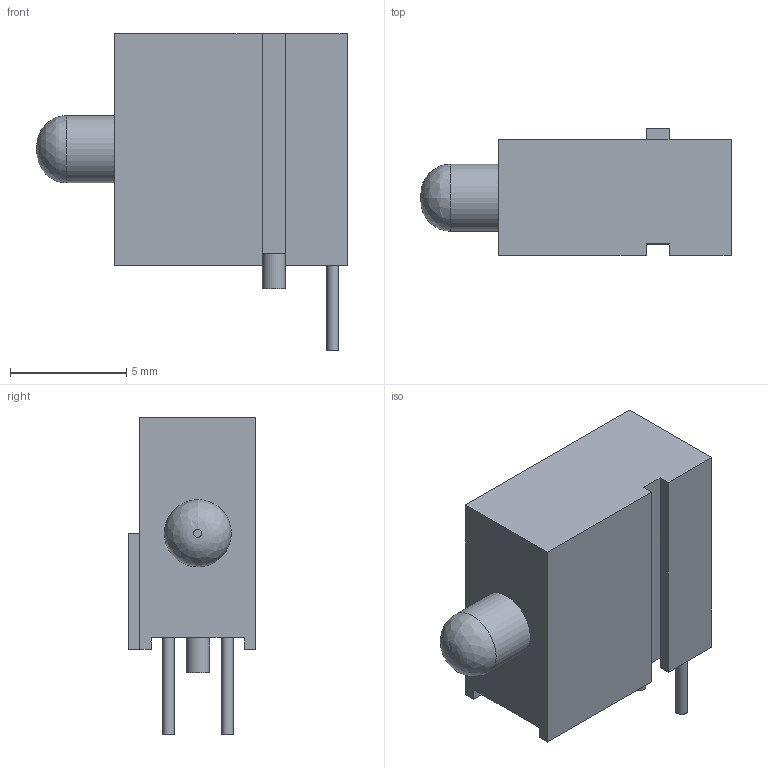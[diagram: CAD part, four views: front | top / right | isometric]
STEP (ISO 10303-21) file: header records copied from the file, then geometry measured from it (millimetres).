
FILE_DESCRIPTION(/* description */ (''),/* implementation_level */ '2;1');
FILE_NAME(/* name */ 'LED_DIALIGHT_551-1301F.stp',/* time_stamp */ '2016-07-04T17:23:01+02:00',/* author */ ('riccim'),/* organization */ (''),/* preprocessor_version */ 'ST-DEVELOPER v15.5',/* originating_system */ 'AutoCAD Mechanical',/* authorisation */ '');
FILE_SCHEMA (('AUTOMOTIVE_DESIGN { 1 0 10303 214 3 1 1 }'));
Length unit declared in the file: millimetre
Products named in the file (1): Product
Bounding box: 13.35 x 5.5 x 13.68 mm (x, y, z)
Volume: 499.8 mm3; surface area: 476.5 mm2
Topology: 4 solids, 4 shells, 32 faces, 68 edges, 45 vertices
Faces by surface type: plane 27, cylinder 4, bspline 1
Full cylindrical faces by diameter (mm): 0.5 x2, 1 x1, 2.89 x1
Entity records: 899 total; most frequent: CARTESIAN_POINT 170, DIRECTION 138, ORIENTED_EDGE 128, EDGE_CURVE 64, LINE 52, VECTOR 52, VERTEX_POINT 45, AXIS2_PLACEMENT_3D 43
